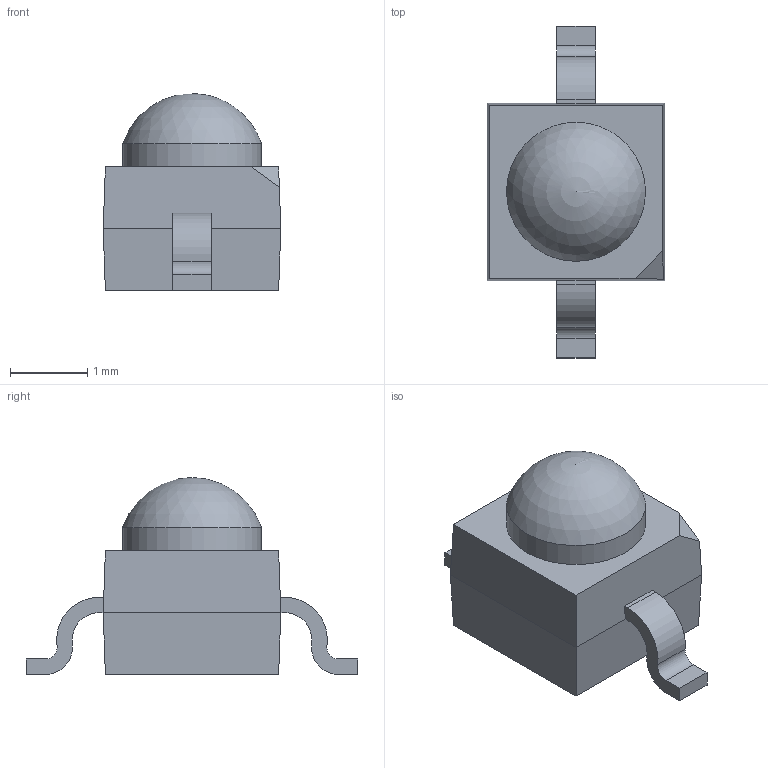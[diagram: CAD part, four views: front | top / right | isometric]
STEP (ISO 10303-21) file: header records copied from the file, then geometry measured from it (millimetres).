
FILE_DESCRIPTION(('FreeCAD Model'),'2;1');
FILE_NAME('Open CASCADE Shape Model','2024-09-17T01:09:45',(''),(''), 'Open CASCADE STEP processor 7.6','FreeCAD','Unknown');
FILE_SCHEMA(('AUTOMOTIVE_DESIGN { 1 0 10303 214 1 1 1 1 }'));
Length unit declared in the file: millimetre
Products named in the file (1): Body
Bounding box: 2.3 x 4.3 x 2.55 mm (x, y, z)
Volume: 10.3 mm3; surface area: 31.8 mm2
Topology: 1 solids, 1 shells, 36 faces, 91 edges, 58 vertices
Faces by surface type: plane 18, cylinder 9, bspline 8, sphere 1
Full cylindrical faces by diameter (mm): 1.8 x1
Entity records: 1098 total; most frequent: CARTESIAN_POINT 251, ORIENTED_EDGE 180, DIRECTION 152, EDGE_CURVE 90, VERTEX_POINT 58, LINE 54, VECTOR 54, AXIS2_PLACEMENT_3D 49
